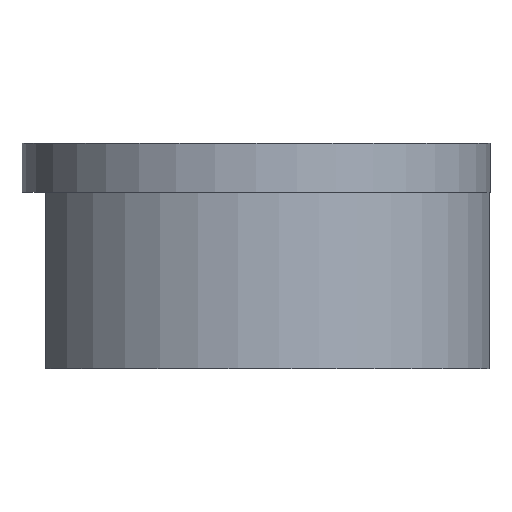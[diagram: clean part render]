
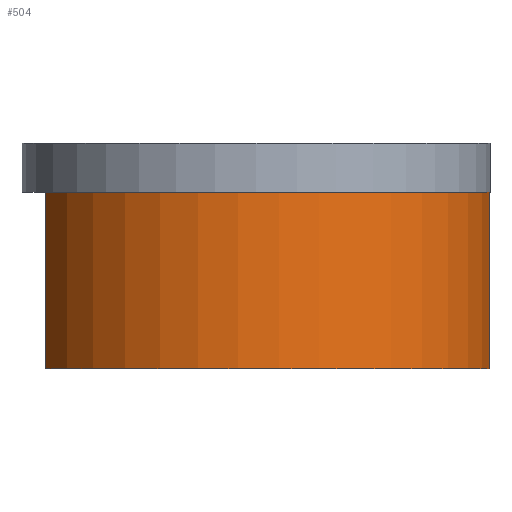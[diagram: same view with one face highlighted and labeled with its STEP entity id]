
A CAD part, front view. The second image highlights one B-rep face of the part: STEP entity #504.
In plain terms, the highlighted cylindrical face has radius 21 mm (diameter 42 mm), a partial arc.
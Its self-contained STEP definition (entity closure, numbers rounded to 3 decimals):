
#468 = EDGE_CURVE('',#469,#471,#473,.T.);
#469 = VERTEX_POINT('',#470);
#470 = CARTESIAN_POINT('',(19.062,8.811,0.));
#471 = VERTEX_POINT('',#472);
#472 = CARTESIAN_POINT('',(19.062,8.811,15.8));
#473 = LINE('',#474,#475);
#474 = CARTESIAN_POINT('',(19.062,8.811,0.));
#475 = VECTOR('',#476,1.);
#476 = DIRECTION('',(0.,0.,1.));
#504 = ADVANCED_FACE('',(#505),#532,.T.);
#505 = FACE_BOUND('',#506,.T.);
#506 = EDGE_LOOP('',(#507,#508,#517,#525));
#507 = ORIENTED_EDGE('',*,*,#468,.T.);
#508 = ORIENTED_EDGE('',*,*,#509,.T.);
#509 = EDGE_CURVE('',#471,#510,#512,.T.);
#510 = VERTEX_POINT('',#511);
#511 = CARTESIAN_POINT('',(-18.864,-9.228,15.8));
#512 = CIRCLE('',#513,21.);
#513 = AXIS2_PLACEMENT_3D('',#514,#515,#516);
#514 = CARTESIAN_POINT('',(0.,0.,15.8));
#515 = DIRECTION('',(0.,0.,-1.));
#516 = DIRECTION('',(-1.,-0.,-0.));
#517 = ORIENTED_EDGE('',*,*,#518,.F.);
#518 = EDGE_CURVE('',#519,#510,#521,.T.);
#519 = VERTEX_POINT('',#520);
#520 = CARTESIAN_POINT('',(-18.864,-9.228,0.));
#521 = LINE('',#522,#523);
#522 = CARTESIAN_POINT('',(-18.864,-9.228,0.));
#523 = VECTOR('',#524,1.);
#524 = DIRECTION('',(0.,0.,1.));
#525 = ORIENTED_EDGE('',*,*,#526,.F.);
#526 = EDGE_CURVE('',#469,#519,#527,.T.);
#527 = CIRCLE('',#528,21.);
#528 = AXIS2_PLACEMENT_3D('',#529,#530,#531);
#529 = CARTESIAN_POINT('',(0.,0.,0.));
#530 = DIRECTION('',(0.,0.,-1.));
#531 = DIRECTION('',(-1.,-0.,-0.));
#532 = CYLINDRICAL_SURFACE('',#533,21.);
#533 = AXIS2_PLACEMENT_3D('',#534,#535,#536);
#534 = CARTESIAN_POINT('',(0.,0.,0.));
#535 = DIRECTION('',(0.,0.,-1.));
#536 = DIRECTION('',(-1.,0.,0.));
